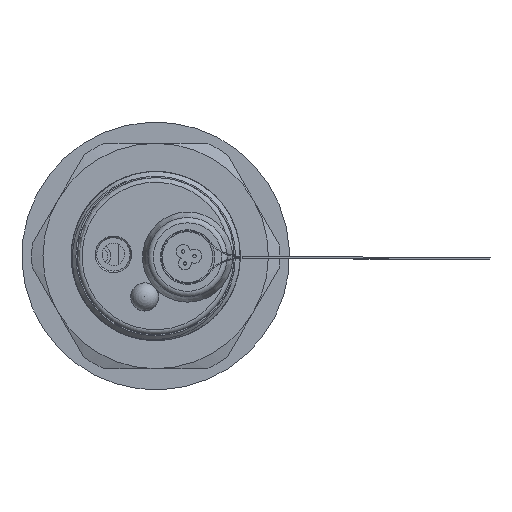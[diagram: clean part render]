
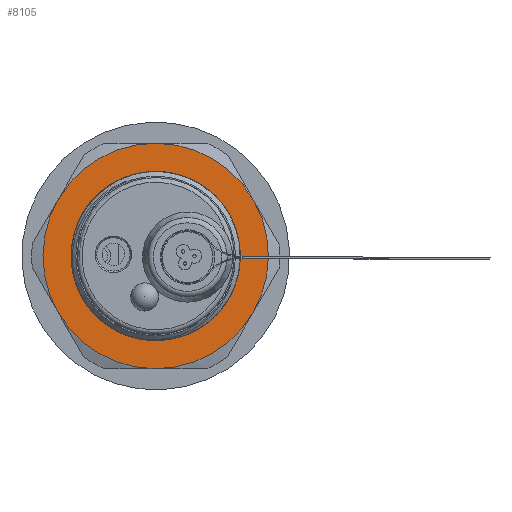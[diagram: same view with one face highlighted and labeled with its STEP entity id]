
A CAD part, left-side view. The second image highlights one B-rep face of the part: STEP entity #8105.
In plain terms, the highlighted face is planar.
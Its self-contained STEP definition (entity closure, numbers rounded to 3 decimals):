
#3276=ORIENTED_EDGE('',*,*,#4817,.T.);
#3277=ORIENTED_EDGE('',*,*,#4818,.F.);
#3278=ORIENTED_EDGE('',*,*,#4819,.F.);
#3279=ORIENTED_EDGE('',*,*,#4820,.F.);
#3280=ORIENTED_EDGE('',*,*,#4821,.F.);
#3281=ORIENTED_EDGE('',*,*,#4822,.F.);
#3282=ORIENTED_EDGE('',*,*,#4823,.F.);
#4817=EDGE_CURVE('',#5738,#5738,#6211,.T.);
#4818=EDGE_CURVE('',#5708,#5714,#6212,.T.);
#4819=EDGE_CURVE('',#5702,#5708,#6213,.T.);
#4820=EDGE_CURVE('',#5732,#5702,#6214,.T.);
#4821=EDGE_CURVE('',#5726,#5732,#6215,.T.);
#4822=EDGE_CURVE('',#5720,#5726,#6216,.T.);
#4823=EDGE_CURVE('',#5714,#5720,#6217,.T.);
#5702=VERTEX_POINT('',#17062);
#5708=VERTEX_POINT('',#17087);
#5714=VERTEX_POINT('',#17112);
#5720=VERTEX_POINT('',#17137);
#5726=VERTEX_POINT('',#17162);
#5732=VERTEX_POINT('',#17187);
#5738=VERTEX_POINT('',#17217);
#6211=CIRCLE('',#9540,8.959);
#6212=CIRCLE('',#9541,12.);
#6213=CIRCLE('',#9542,12.);
#6214=CIRCLE('',#9543,12.);
#6215=CIRCLE('',#9544,12.);
#6216=CIRCLE('',#9545,12.);
#6217=CIRCLE('',#9546,12.);
#6761=EDGE_LOOP('',(#3276));
#6762=EDGE_LOOP('',(#3277,#3278,#3279,#3280,#3281,#3282));
#7393=FACE_BOUND('',#6761,.T.);
#7394=FACE_BOUND('',#6762,.T.);
#7737=PLANE('',#9539);
#8105=ADVANCED_FACE('',(#7393,#7394),#7737,.F.);
#9539=AXIS2_PLACEMENT_3D('',#17215,#11315,#11316);
#9540=AXIS2_PLACEMENT_3D('',#17216,#11317,#11318);
#9541=AXIS2_PLACEMENT_3D('',#17218,#11319,#11320);
#9542=AXIS2_PLACEMENT_3D('',#17219,#11321,#11322);
#9543=AXIS2_PLACEMENT_3D('',#17220,#11323,#11324);
#9544=AXIS2_PLACEMENT_3D('',#17221,#11325,#11326);
#9545=AXIS2_PLACEMENT_3D('',#17222,#11327,#11328);
#9546=AXIS2_PLACEMENT_3D('',#17223,#11329,#11330);
#11315=DIRECTION('',(0.,1.,0.));
#11316=DIRECTION('',(0.,0.,1.));
#11317=DIRECTION('',(0.,1.,0.));
#11318=DIRECTION('',(0.,0.,1.));
#11319=DIRECTION('',(0.,1.,0.));
#11320=DIRECTION('',(0.,0.,1.));
#11321=DIRECTION('',(0.,1.,0.));
#11322=DIRECTION('',(0.,0.,1.));
#11323=DIRECTION('',(0.,1.,0.));
#11324=DIRECTION('',(0.,0.,1.));
#11325=DIRECTION('',(0.,1.,0.));
#11326=DIRECTION('',(0.,0.,1.));
#11327=DIRECTION('',(0.,1.,0.));
#11328=DIRECTION('',(0.,0.,1.));
#11329=DIRECTION('',(0.,1.,0.));
#11330=DIRECTION('',(0.,0.,1.));
#17062=CARTESIAN_POINT('',(-6.,0.,10.392));
#17087=CARTESIAN_POINT('',(6.,0.,10.392));
#17112=CARTESIAN_POINT('',(12.,0.,0.));
#17137=CARTESIAN_POINT('',(6.,0.,-10.392));
#17162=CARTESIAN_POINT('',(-6.,0.,-10.392));
#17187=CARTESIAN_POINT('',(-12.,0.,0.));
#17215=CARTESIAN_POINT('',(0.,0.,0.));
#17216=CARTESIAN_POINT('',(0.,0.,0.));
#17217=CARTESIAN_POINT('',(0.,0.,8.959));
#17218=CARTESIAN_POINT('',(0.,0.,0.));
#17219=CARTESIAN_POINT('',(0.,0.,0.));
#17220=CARTESIAN_POINT('',(0.,0.,0.));
#17221=CARTESIAN_POINT('',(0.,0.,0.));
#17222=CARTESIAN_POINT('',(0.,0.,0.));
#17223=CARTESIAN_POINT('',(0.,0.,0.));
